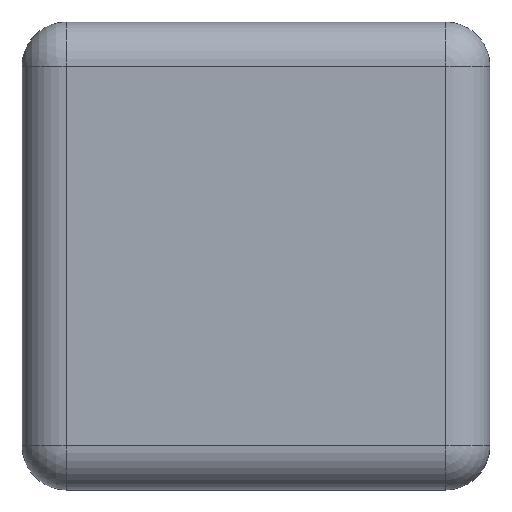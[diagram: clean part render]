
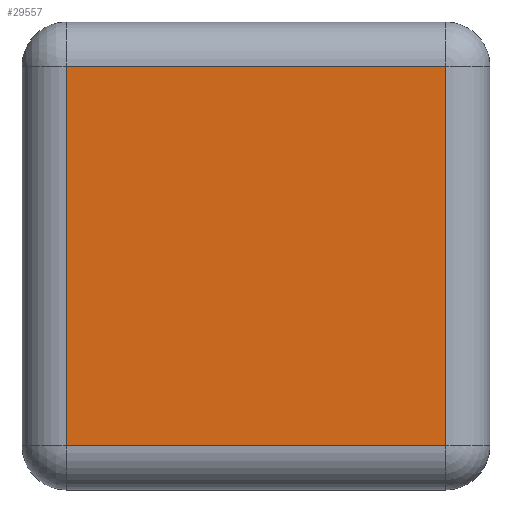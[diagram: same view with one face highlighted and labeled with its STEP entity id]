
A CAD part, front view. The second image highlights one B-rep face of the part: STEP entity #29557.
In plain terms, the highlighted planar face has unit normal (0, -1, 0).
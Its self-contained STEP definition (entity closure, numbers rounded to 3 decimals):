
#2733 = CARTESIAN_POINT ( 'NONE',  ( -341.912, -171.849, -341.912 ) ) ;
#3477 = EDGE_CURVE ( 'NONE', #23262, #41191, #4358, .T. ) ;
#3647 = LINE ( 'NONE', #24303, #41867 ) ;
#4358 = LINE ( 'NONE', #50044, #29501 ) ;
#5376 = DIRECTION ( 'NONE',  ( 0., 0., 1. ) ) ;
#6084 = EDGE_CURVE ( 'NONE', #41191, #11684, #51069, .T. ) ;
#10384 = AXIS2_PLACEMENT_3D ( 'NONE', #14961, #52317, #31331 ) ;
#10874 = CARTESIAN_POINT ( 'NONE',  ( -341.912, -171.849, 341.912 ) ) ;
#11684 = VERTEX_POINT ( 'NONE', #30936 ) ;
#11884 = DIRECTION ( 'NONE',  ( 0., 0., -1. ) ) ;
#12470 = EDGE_LOOP ( 'NONE', ( #34062, #37081, #46848, #16888 ) ) ;
#14359 = EDGE_CURVE ( 'NONE', #11684, #24056, #3647, .T. ) ;
#14961 = CARTESIAN_POINT ( 'NONE',  ( 0., -171.849, 0. ) ) ;
#16888 = ORIENTED_EDGE ( 'NONE', *, *, #6084, .T. ) ;
#20294 = DIRECTION ( 'NONE',  ( -1., 0., 0. ) ) ;
#22011 = CARTESIAN_POINT ( 'NONE',  ( 341.912, -171.849, 0. ) ) ;
#23262 = VERTEX_POINT ( 'NONE', #2733 ) ;
#24056 = VERTEX_POINT ( 'NONE', #10874 ) ;
#24303 = CARTESIAN_POINT ( 'NONE',  ( 0., -171.849, 341.912 ) ) ;
#26035 = VECTOR ( 'NONE', #11884, 1000. ) ;
#29501 = VECTOR ( 'NONE', #45989, 1000. ) ;
#29557 = ADVANCED_FACE ( 'NONE', ( #38896 ), #43180, .T. ) ;
#29640 = CARTESIAN_POINT ( 'NONE',  ( 341.912, -171.849, -341.912 ) ) ;
#30936 = CARTESIAN_POINT ( 'NONE',  ( 341.912, -171.849, 341.912 ) ) ;
#31331 = DIRECTION ( 'NONE',  ( 0., 0., -1. ) ) ;
#34062 = ORIENTED_EDGE ( 'NONE', *, *, #14359, .T. ) ;
#35487 = VECTOR ( 'NONE', #5376, 1000. ) ;
#36328 = LINE ( 'NONE', #48717, #26035 ) ;
#36949 = EDGE_CURVE ( 'NONE', #24056, #23262, #36328, .T. ) ;
#37081 = ORIENTED_EDGE ( 'NONE', *, *, #36949, .T. ) ;
#38896 = FACE_OUTER_BOUND ( 'NONE', #12470, .T. ) ;
#41191 = VERTEX_POINT ( 'NONE', #29640 ) ;
#41867 = VECTOR ( 'NONE', #20294, 1000. ) ;
#43180 = PLANE ( 'NONE',  #10384 ) ;
#45989 = DIRECTION ( 'NONE',  ( 1., 0., 0. ) ) ;
#46848 = ORIENTED_EDGE ( 'NONE', *, *, #3477, .T. ) ;
#48717 = CARTESIAN_POINT ( 'NONE',  ( -341.912, -171.849, 0. ) ) ;
#50044 = CARTESIAN_POINT ( 'NONE',  ( 0., -171.849, -341.912 ) ) ;
#51069 = LINE ( 'NONE', #22011, #35487 ) ;
#52317 = DIRECTION ( 'NONE',  ( 0., -1., 0. ) ) ;
